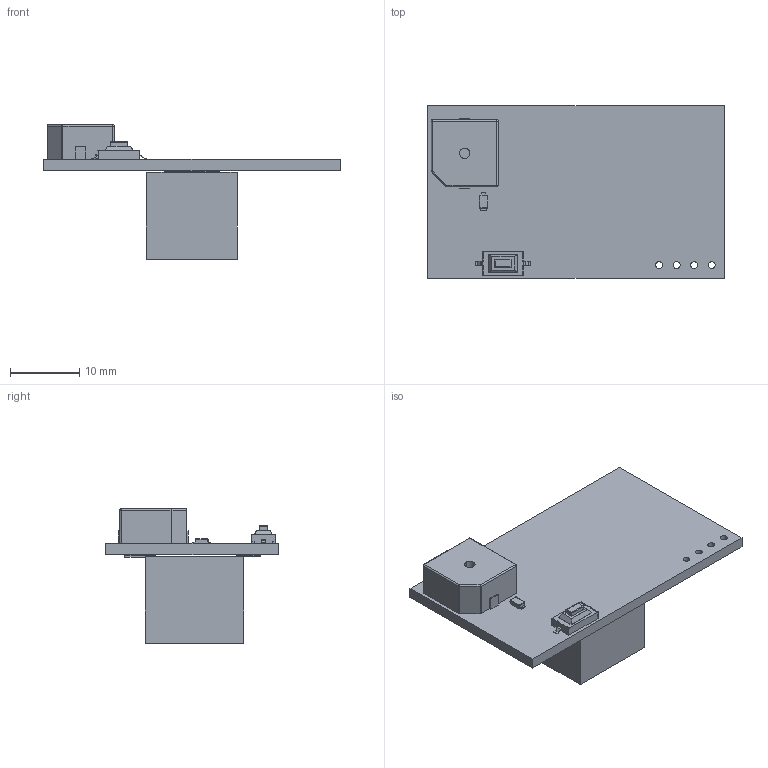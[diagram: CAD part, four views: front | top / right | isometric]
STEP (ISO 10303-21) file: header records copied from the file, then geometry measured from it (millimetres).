
FILE_DESCRIPTION(('KiCad electronic assembly'),'2;1');
FILE_NAME('FlarmDisplay.step','2022-05-21T21:33:25',('Pcbnew'),('Kicad') ,'Open CASCADE STEP processor 7.5','KiCad to STEP converter','Unknown' );
FILE_SCHEMA(('AUTOMOTIVE_DESIGN { 1 0 10303 214 1 1 1 1 }'));
Length unit declared in the file: millimetre
Products named in the file (12): FlarmDisplay 1; PD3S0230; SOLID; SW_SPST_CK_RS282G05A3; 7814G001XXX; CUI_DEVICES_CMI-9705-0380-SMT-TR; M-RJE23-166-0X13-T-REVT1; FlarmDisplay PCB
Assembly tree (11 placements, depth 3):
  FlarmDisplay 1
    PD3S0230
      SOLID
    SW_SPST_CK_RS282G05A3
      SOLID
    7814G001XXX
      SOLID
    CUI_DEVICES_CMI-9705-0380-SMT-TR
      SOLID
    M-RJE23-166-0X13-T-REVT1
      SOLID
    FlarmDisplay PCB
Bounding box: 43 x 25 x 19.52 mm (x, y, z)
Volume: 3572.5 mm3; surface area: 4523.7 mm2
Topology: 5 solids, 5 shells, 569 faces, 1467 edges, 937 vertices
Faces by surface type: bspline 559, plane 6, cylinder 4
Full cylindrical faces by diameter (mm): 1 x4
Entity records: 39902 total; most frequent: CARTESIAN_POINT 16958, B_SPLINE_CURVE_WITH_KNOTS 4056, ORIENTED_EDGE 2918, PCURVE 2918, DEFINITIONAL_REPRESENTATION 2918, EDGE_CURVE 1459, SURFACE_CURVE 1455, VERTEX_POINT 937
